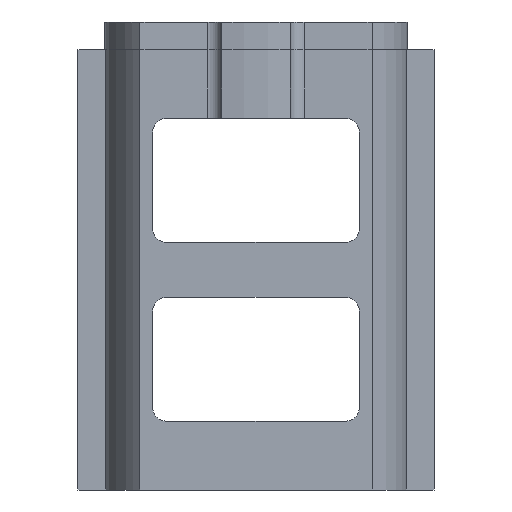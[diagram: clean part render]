
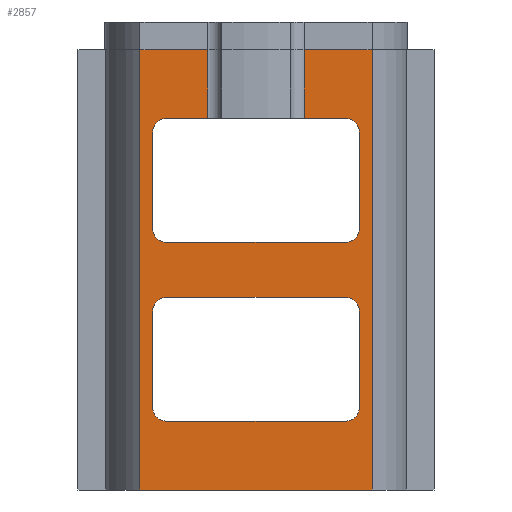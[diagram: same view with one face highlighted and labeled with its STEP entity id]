
A CAD part, left-side view. The second image highlights one B-rep face of the part: STEP entity #2857.
In plain terms, the highlighted planar face has unit normal (-1, 0, 0).
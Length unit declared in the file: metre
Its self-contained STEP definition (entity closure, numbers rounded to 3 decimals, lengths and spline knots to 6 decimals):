
#148=CIRCLE('',#3100,0.001);
#149=CIRCLE('',#3101,0.001);
#150=CIRCLE('',#3102,0.001);
#151=CIRCLE('',#3103,0.001);
#152=CIRCLE('',#3104,0.001);
#153=CIRCLE('',#3105,0.001);
#154=CIRCLE('',#3106,0.001);
#155=CIRCLE('',#3107,0.001);
#216=LINE('',#4148,#504);
#234=LINE('',#4211,#522);
#240=LINE('',#4224,#528);
#244=LINE('',#4233,#532);
#248=LINE('',#4249,#536);
#256=LINE('',#4286,#544);
#267=LINE('',#4314,#555);
#274=LINE('',#4335,#562);
#280=LINE('',#4349,#568);
#282=LINE('',#4353,#570);
#286=LINE('',#4362,#574);
#312=LINE('',#4432,#600);
#344=LINE('',#4556,#632);
#347=LINE('',#4562,#635);
#360=LINE('',#4599,#648);
#361=LINE('',#4600,#649);
#504=VECTOR('',#3287,1.);
#522=VECTOR('',#3333,1.);
#528=VECTOR('',#3343,1.);
#532=VECTOR('',#3349,1.);
#536=VECTOR('',#3353,1.);
#544=VECTOR('',#3379,1.);
#555=VECTOR('',#3398,1.);
#562=VECTOR('',#3415,1.);
#568=VECTOR('',#3423,1.);
#570=VECTOR('',#3427,1.);
#574=VECTOR('',#3431,1.);
#600=VECTOR('',#3475,1.);
#632=VECTOR('',#3599,1.);
#635=VECTOR('',#3604,1.);
#648=VECTOR('',#3653,1.);
#649=VECTOR('',#3654,1.);
#1092=ORIENTED_EDGE('',*,*,#1682,.F.);
#1093=ORIENTED_EDGE('',*,*,#1864,.T.);
#1094=ORIENTED_EDGE('',*,*,#1736,.F.);
#1095=ORIENTED_EDGE('',*,*,#1865,.T.);
#1096=ORIENTED_EDGE('',*,*,#1688,.T.);
#1097=ORIENTED_EDGE('',*,*,#1866,.T.);
#1098=ORIENTED_EDGE('',*,*,#1840,.F.);
#1099=ORIENTED_EDGE('',*,*,#1867,.T.);
#1100=ORIENTED_EDGE('',*,*,#1744,.F.);
#1101=ORIENTED_EDGE('',*,*,#1868,.T.);
#1102=ORIENTED_EDGE('',*,*,#1725,.F.);
#1103=ORIENTED_EDGE('',*,*,#1778,.F.);
#1104=ORIENTED_EDGE('',*,*,#1651,.F.);
#1105=ORIENTED_EDGE('',*,*,#1696,.T.);
#1106=ORIENTED_EDGE('',*,*,#1710,.T.);
#1107=ORIENTED_EDGE('',*,*,#1869,.T.);
#1108=ORIENTED_EDGE('',*,*,#1748,.T.);
#1109=ORIENTED_EDGE('',*,*,#1870,.T.);
#1110=ORIENTED_EDGE('',*,*,#1843,.F.);
#1111=ORIENTED_EDGE('',*,*,#1871,.T.);
#1112=ORIENTED_EDGE('',*,*,#1692,.F.);
#1113=ORIENTED_EDGE('',*,*,#1872,.T.);
#1114=ORIENTED_EDGE('',*,*,#1742,.F.);
#1115=ORIENTED_EDGE('',*,*,#1873,.T.);
#1651=EDGE_CURVE('',#2079,#2080,#216,.T.);
#1682=EDGE_CURVE('',#2110,#2111,#234,.T.);
#1688=EDGE_CURVE('',#2116,#2117,#240,.T.);
#1692=EDGE_CURVE('',#2120,#2121,#244,.T.);
#1696=EDGE_CURVE('',#2079,#2124,#248,.T.);
#1710=EDGE_CURVE('',#2124,#2136,#256,.T.);
#1725=EDGE_CURVE('',#2148,#2149,#267,.T.);
#1736=EDGE_CURVE('',#2158,#2159,#274,.T.);
#1742=EDGE_CURVE('',#2164,#2165,#280,.T.);
#1744=EDGE_CURVE('',#2166,#2167,#282,.T.);
#1748=EDGE_CURVE('',#2171,#2170,#286,.T.);
#1778=EDGE_CURVE('',#2080,#2148,#312,.T.);
#1840=EDGE_CURVE('',#2236,#2237,#344,.T.);
#1843=EDGE_CURVE('',#2238,#2239,#347,.T.);
#1864=EDGE_CURVE('',#2110,#2159,#148,.F.);
#1865=EDGE_CURVE('',#2158,#2116,#149,.F.);
#1866=EDGE_CURVE('',#2117,#2237,#150,.F.);
#1867=EDGE_CURVE('',#2236,#2111,#151,.F.);
#1868=EDGE_CURVE('',#2166,#2149,#360,.T.);
#1869=EDGE_CURVE('',#2136,#2171,#361,.F.);
#1870=EDGE_CURVE('',#2170,#2239,#152,.F.);
#1871=EDGE_CURVE('',#2238,#2121,#153,.F.);
#1872=EDGE_CURVE('',#2120,#2165,#154,.F.);
#1873=EDGE_CURVE('',#2164,#2167,#155,.F.);
#2079=VERTEX_POINT('',#4147);
#2080=VERTEX_POINT('',#4149);
#2110=VERTEX_POINT('',#4210);
#2111=VERTEX_POINT('',#4212);
#2116=VERTEX_POINT('',#4225);
#2117=VERTEX_POINT('',#4226);
#2120=VERTEX_POINT('',#4234);
#2121=VERTEX_POINT('',#4235);
#2124=VERTEX_POINT('',#4250);
#2136=VERTEX_POINT('',#4287);
#2148=VERTEX_POINT('',#4313);
#2149=VERTEX_POINT('',#4315);
#2158=VERTEX_POINT('',#4336);
#2159=VERTEX_POINT('',#4337);
#2164=VERTEX_POINT('',#4348);
#2165=VERTEX_POINT('',#4350);
#2166=VERTEX_POINT('',#4354);
#2167=VERTEX_POINT('',#4355);
#2170=VERTEX_POINT('',#4361);
#2171=VERTEX_POINT('',#4363);
#2236=VERTEX_POINT('',#4557);
#2237=VERTEX_POINT('',#4558);
#2238=VERTEX_POINT('',#4563);
#2239=VERTEX_POINT('',#4564);
#2430=EDGE_LOOP('',(#1092,#1093,#1094,#1095,#1096,#1097,#1098,#1099));
#2431=EDGE_LOOP('',(#1100,#1101,#1102,#1103,#1104,#1105,#1106,#1107,#1108,
#1109,#1110,#1111,#1112,#1113,#1114,#1115));
#2612=FACE_BOUND('',#2430,.T.);
#2613=FACE_BOUND('',#2431,.T.);
#2770=PLANE('',#3099);
#2857=ADVANCED_FACE('',(#2612,#2613),#2770,.T.);
#3099=AXIS2_PLACEMENT_3D('',#4594,#3643,#3644);
#3100=AXIS2_PLACEMENT_3D('',#4595,#3645,#3646);
#3101=AXIS2_PLACEMENT_3D('',#4596,#3647,#3648);
#3102=AXIS2_PLACEMENT_3D('',#4597,#3649,#3650);
#3103=AXIS2_PLACEMENT_3D('',#4598,#3651,#3652);
#3104=AXIS2_PLACEMENT_3D('',#4601,#3655,#3656);
#3105=AXIS2_PLACEMENT_3D('',#4602,#3657,#3658);
#3106=AXIS2_PLACEMENT_3D('',#4603,#3659,#3660);
#3107=AXIS2_PLACEMENT_3D('',#4604,#3661,#3662);
#3287=DIRECTION('',(0.,1.,0.));
#3333=DIRECTION('',(0.,-1.,0.));
#3343=DIRECTION('',(0.,-1.,0.));
#3349=DIRECTION('',(0.,-1.,0.));
#3353=DIRECTION('',(0.,0.,1.));
#3379=DIRECTION('',(0.,1.,0.));
#3398=DIRECTION('',(0.,-1.,0.));
#3415=DIRECTION('',(0.,0.,-1.));
#3423=DIRECTION('',(0.,0.,-1.));
#3427=DIRECTION('',(0.,1.,0.));
#3431=DIRECTION('',(0.,-1.,0.));
#3475=DIRECTION('',(0.,0.,1.));
#3599=DIRECTION('',(0.,0.,1.));
#3604=DIRECTION('',(0.,0.,1.));
#3643=DIRECTION('',(-1.,0.,0.));
#3644=DIRECTION('',(0.,0.,1.));
#3645=DIRECTION('',(-1.,0.,0.));
#3646=DIRECTION('',(0.,0.,1.));
#3647=DIRECTION('',(-1.,0.,0.));
#3648=DIRECTION('',(0.,0.,1.));
#3649=DIRECTION('',(-1.,0.,0.));
#3650=DIRECTION('',(0.,0.,1.));
#3651=DIRECTION('',(-1.,0.,0.));
#3652=DIRECTION('',(0.,0.,1.));
#3653=DIRECTION('',(0.,0.,1.));
#3654=DIRECTION('',(0.,0.,1.));
#3655=DIRECTION('',(-1.,0.,0.));
#3656=DIRECTION('',(0.,0.,1.));
#3657=DIRECTION('',(-1.,0.,0.));
#3658=DIRECTION('',(0.,0.,1.));
#3659=DIRECTION('',(-1.,0.,0.));
#3660=DIRECTION('',(0.,0.,1.));
#3661=DIRECTION('',(-1.,0.,0.));
#3662=DIRECTION('',(0.,0.,1.));
#4147=CARTESIAN_POINT('',(-0.00578,-0.008432,-0.002));
#4148=CARTESIAN_POINT('',(-0.00578,0.,-0.002));
#4149=CARTESIAN_POINT('',(-0.00578,0.008432,-0.002));
#4210=CARTESIAN_POINT('',(-0.00578,0.0065,0.003));
#4211=CARTESIAN_POINT('',(-0.00578,0.,0.003));
#4212=CARTESIAN_POINT('',(-0.00578,-0.0065,0.003));
#4224=CARTESIAN_POINT('',(-0.00578,0.,0.012));
#4225=CARTESIAN_POINT('',(-0.00578,0.0065,0.012));
#4226=CARTESIAN_POINT('',(-0.00578,-0.0065,0.012));
#4233=CARTESIAN_POINT('',(-0.00578,0.,0.016));
#4234=CARTESIAN_POINT('',(-0.00578,0.0065,0.016));
#4235=CARTESIAN_POINT('',(-0.00578,-0.0065,0.016));
#4249=CARTESIAN_POINT('',(-0.00578,-0.008432,-0.016367));
#4250=CARTESIAN_POINT('',(-0.00578,-0.008432,0.03));
#4286=CARTESIAN_POINT('',(-0.00578,0.,0.03));
#4287=CARTESIAN_POINT('',(-0.00578,-0.0035,0.03));
#4313=CARTESIAN_POINT('',(-0.00578,0.008432,0.03));
#4314=CARTESIAN_POINT('',(-0.00578,0.,0.03));
#4315=CARTESIAN_POINT('',(-0.00578,0.0035,0.03));
#4335=CARTESIAN_POINT('',(-0.00578,0.0075,0.0075));
#4336=CARTESIAN_POINT('',(-0.00578,0.0075,0.011));
#4337=CARTESIAN_POINT('',(-0.00578,0.0075,0.004));
#4348=CARTESIAN_POINT('',(-0.00578,0.0075,0.024));
#4349=CARTESIAN_POINT('',(-0.00578,0.0075,0.0205));
#4350=CARTESIAN_POINT('',(-0.00578,0.0075,0.017));
#4353=CARTESIAN_POINT('',(-0.00578,0.,0.025));
#4354=CARTESIAN_POINT('',(-0.00578,0.0035,0.025));
#4355=CARTESIAN_POINT('',(-0.00578,0.0065,0.025));
#4361=CARTESIAN_POINT('',(-0.00578,-0.0065,0.025));
#4362=CARTESIAN_POINT('',(-0.00578,0.,0.025));
#4363=CARTESIAN_POINT('',(-0.00578,-0.0035,0.025));
#4432=CARTESIAN_POINT('',(-0.00578,0.008432,-0.016367));
#4556=CARTESIAN_POINT('',(-0.00578,-0.0075,0.0075));
#4557=CARTESIAN_POINT('',(-0.00578,-0.0075,0.004));
#4558=CARTESIAN_POINT('',(-0.00578,-0.0075,0.011));
#4562=CARTESIAN_POINT('',(-0.00578,-0.0075,0.0205));
#4563=CARTESIAN_POINT('',(-0.00578,-0.0075,0.017));
#4564=CARTESIAN_POINT('',(-0.00578,-0.0075,0.024));
#4594=CARTESIAN_POINT('',(-0.00578,0.005466,-0.016367));
#4595=CARTESIAN_POINT('',(-0.00578,0.0065,0.004));
#4596=CARTESIAN_POINT('',(-0.00578,0.0065,0.011));
#4597=CARTESIAN_POINT('',(-0.00578,-0.0065,0.011));
#4598=CARTESIAN_POINT('',(-0.00578,-0.0065,0.004));
#4599=CARTESIAN_POINT('',(-0.00578,0.0035,0.03));
#4600=CARTESIAN_POINT('',(-0.00578,-0.0035,-0.016367));
#4601=CARTESIAN_POINT('',(-0.00578,-0.0065,0.024));
#4602=CARTESIAN_POINT('',(-0.00578,-0.0065,0.017));
#4603=CARTESIAN_POINT('',(-0.00578,0.0065,0.017));
#4604=CARTESIAN_POINT('',(-0.00578,0.0065,0.024));
